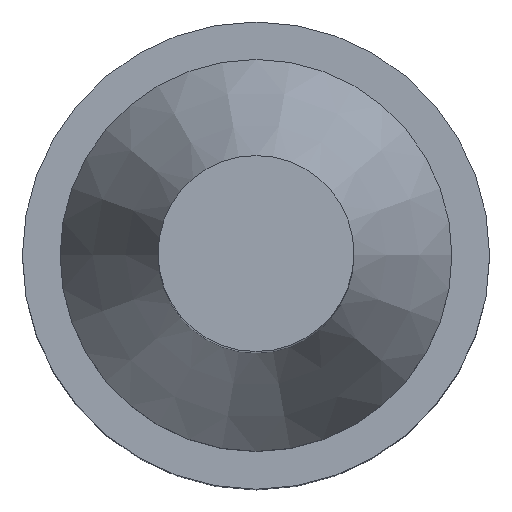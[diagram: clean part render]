
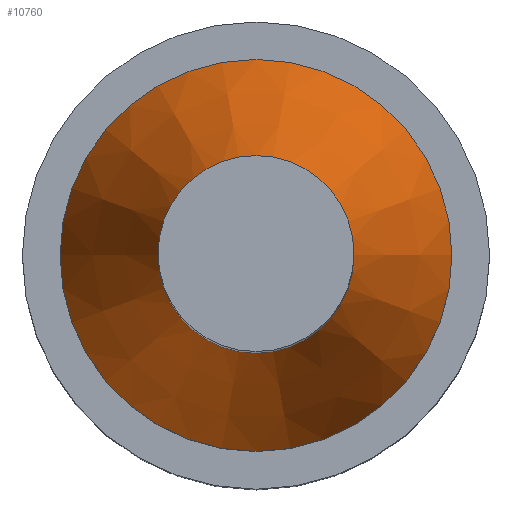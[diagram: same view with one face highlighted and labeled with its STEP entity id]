
A CAD part, top view. The second image highlights one B-rep face of the part: STEP entity #10760.
In plain terms, the highlighted conical face has half-angle 21.501 degrees and reference radius 13 mm.
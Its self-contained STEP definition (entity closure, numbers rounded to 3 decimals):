
#12=CONICAL_SURFACE($,#11140,13.,21.501);
#81=CIRCLE($,#11138,6.5);
#82=CIRCLE($,#11141,13.);
#662=FACE_OUTER_BOUND($,#3647,.T.);
#2968=FACE_BOUND($,#3648,.T.);
#3647=EDGE_LOOP($,(#9817));
#3648=EDGE_LOOP($,(#9818));
#5212=VERTEX_POINT($,#20186);
#5213=VERTEX_POINT($,#20190);
#6751=EDGE_CURVE($,#5212,#5212,#81,.T.);
#6752=EDGE_CURVE($,#5213,#5213,#82,.T.);
#9817=ORIENTED_EDGE($,*,*,#6752,.F.);
#9818=ORIENTED_EDGE($,*,*,#6751,.T.);
#10760=ADVANCED_FACE($,(#662,#2968),#12,.T.);
#11138=AXIS2_PLACEMENT_3D($,#20187,#12863,#12864);
#11140=AXIS2_PLACEMENT_3D($,#20189,#12867,#12868);
#11141=AXIS2_PLACEMENT_3D($,#20191,#12869,#12870);
#12863=DIRECTION('center_axis',(0.,0.,-1.));
#12864=DIRECTION('ref_axis',(-1.,0.,0.));
#12867=DIRECTION('center_axis',(0.,0.,-1.));
#12868=DIRECTION('ref_axis',(1.,0.,0.));
#12869=DIRECTION('center_axis',(0.,0.,-1.));
#12870=DIRECTION('ref_axis',(-1.,0.,0.));
#20186=CARTESIAN_POINT('',(-6.5,0.,52.5));
#20187=CARTESIAN_POINT('Origin',(0.,0.,52.5));
#20189=CARTESIAN_POINT('Origin',(0.,0.,36.));
#20190=CARTESIAN_POINT('',(13.,0.,36.));
#20191=CARTESIAN_POINT('Origin',(0.,0.,36.));
